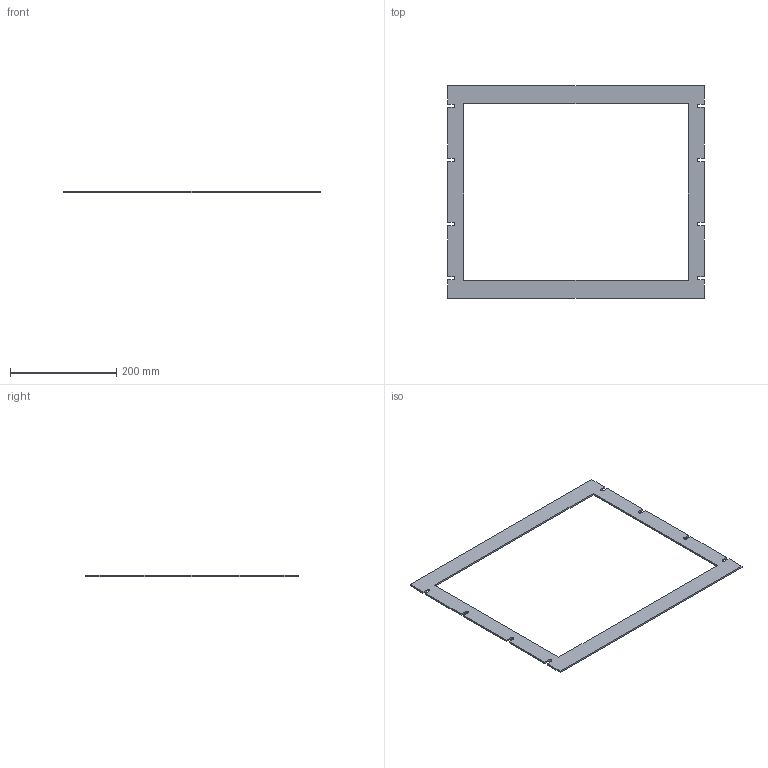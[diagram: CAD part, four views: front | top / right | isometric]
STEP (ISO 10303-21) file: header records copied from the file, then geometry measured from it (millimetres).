
FILE_DESCRIPTION (( 'STEP AP214' ), '1' );
FILE_NAME ('RMST17 Dimensional.STEP', '2023-11-21T15:32:42', ( '' ), ( '' ), 'SwSTEP 2.0', 'SolidWorks 2022', '' );
FILE_SCHEMA (( 'AUTOMOTIVE_DESIGN' ));
Length unit declared in the file: inch
Products named in the file (2): 302-104159.50; RMST17 Dimensional
Assembly tree (1 placements, depth 2):
  RMST17 Dimensional
    302-104159.50
Bounding box: 482.6 x 399.26 x 3.17 mm (x, y, z)
Volume: 166142.8 mm3; surface area: 115674.8 mm2
Topology: 1 solids, 1 shells, 46 faces, 132 edges, 88 vertices
Faces by surface type: plane 34, cylinder 12
Entity records: 1578 total; most frequent: CARTESIAN_POINT 270, ORIENTED_EDGE 264, DIRECTION 256, EDGE_CURVE 132, VECTOR 108, LINE 108, VERTEX_POINT 88, AXIS2_PLACEMENT_3D 74
